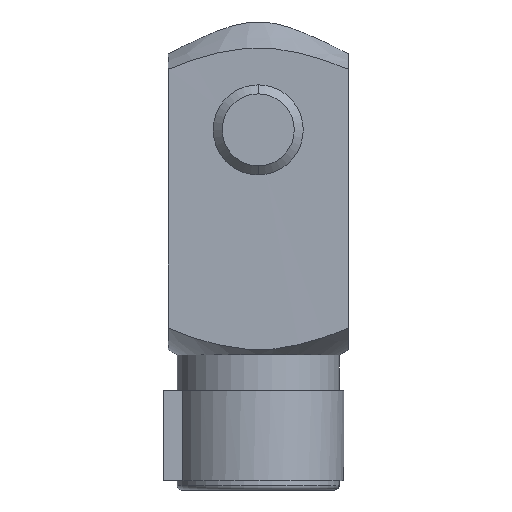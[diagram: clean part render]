
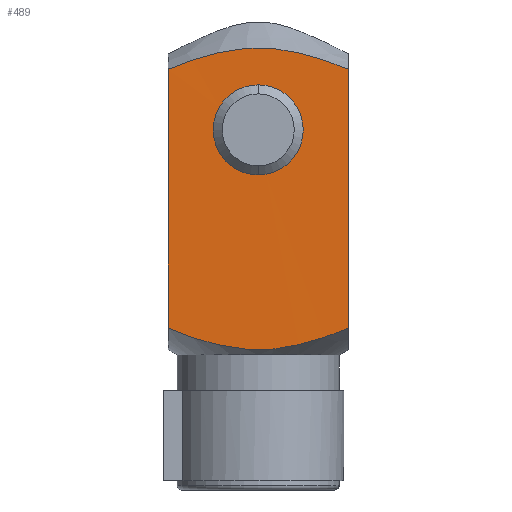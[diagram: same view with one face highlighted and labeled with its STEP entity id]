
A CAD part, left-side view. The second image highlights one B-rep face of the part: STEP entity #489.
In plain terms, the highlighted planar face has unit normal (-1, 0, 0).
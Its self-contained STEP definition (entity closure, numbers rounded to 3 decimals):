
#28=FACE_BOUND('',#148,.F.);
#35=PLANE('',#1088);
#92=FACE_OUTER_BOUND('',#149,.F.);
#148=EDGE_LOOP('',(#247,#248));
#149=EDGE_LOOP('',(#249,#250,#251,#252));
#247=ORIENTED_EDGE('',*,*,#823,.T.);
#248=ORIENTED_EDGE('',*,*,#822,.T.);
#249=ORIENTED_EDGE('',*,*,#795,.F.);
#250=ORIENTED_EDGE('',*,*,#809,.T.);
#251=ORIENTED_EDGE('',*,*,#820,.F.);
#252=ORIENTED_EDGE('',*,*,#817,.F.);
#489=ADVANCED_FACE('',(#28,#92),#35,.T.);
#564=B_SPLINE_CURVE_WITH_KNOTS('',2,(#1579,#1580,#1581,#1582,#1583,#1584,
#1585,#1586,#1587,#1588,#1589,#1590),.UNSPECIFIED.,.F.,.F.,(3,1,1,1,1,1,
1,1,1,1,3),(0.,0.083,0.166,0.277,0.389,
0.5,0.611,0.723,0.834,0.917,
1.),.UNSPECIFIED.);
#567=B_SPLINE_CURVE_WITH_KNOTS('',2,(#1610,#1611,#1612,#1613,#1614,#1615,
#1616,#1617,#1618,#1619,#1620,#1621),.UNSPECIFIED.,.F.,.F.,(3,1,1,1,1,1,
1,1,1,1,3),(0.,0.083,0.167,0.278,0.389,
0.5,0.611,0.722,0.833,0.917,
1.),.UNSPECIFIED.);
#586=CIRCLE('',#1069,5.);
#587=CIRCLE('',#1070,5.);
#619=LINE('',#1550,#703);
#622=LINE('',#1643,#706);
#703=VECTOR('',#1170,28.753);
#706=VECTOR('',#1201,28.753);
#795=EDGE_CURVE('',#946,#945,#619,.T.);
#809=EDGE_CURVE('',#946,#934,#564,.T.);
#817=EDGE_CURVE('',#945,#927,#567,.T.);
#820=EDGE_CURVE('',#927,#934,#622,.T.);
#822=EDGE_CURVE('',#925,#924,#586,.T.);
#823=EDGE_CURVE('',#924,#925,#587,.T.);
#924=VERTEX_POINT('',#1453);
#925=VERTEX_POINT('',#1454);
#927=VERTEX_POINT('',#1456);
#934=VERTEX_POINT('',#1463);
#945=VERTEX_POINT('',#1474);
#946=VERTEX_POINT('',#1475);
#1069=AXIS2_PLACEMENT_3D('',#1645,#1203,#1204);
#1070=AXIS2_PLACEMENT_3D('',#1646,#1205,#1206);
#1088=AXIS2_PLACEMENT_3D('',#1676,#1253,#1254);
#1170=DIRECTION('',(0.,0.,1.));
#1201=DIRECTION('',(0.,0.,-1.));
#1203=DIRECTION('',(-1.,0.,0.));
#1204=DIRECTION('',(0.,1.,0.));
#1205=DIRECTION('',(-1.,0.,0.));
#1206=DIRECTION('',(0.,-1.,0.));
#1253=DIRECTION('',(-1.,0.,0.));
#1254=DIRECTION('',(0.,-1.,0.));
#1453=CARTESIAN_POINT('',(-10.,-5.,29.));
#1454=CARTESIAN_POINT('',(-10.,5.,29.));
#1456=CARTESIAN_POINT('',(-10.,10.,35.722));
#1463=CARTESIAN_POINT('',(-10.,10.,6.969));
#1474=CARTESIAN_POINT('',(-10.,-10.,35.722));
#1475=CARTESIAN_POINT('',(-10.,-10.,6.969));
#1550=CARTESIAN_POINT('',(-10.,-10.,6.969));
#1579=CARTESIAN_POINT('',(-10.,-10.,6.969));
#1580=CARTESIAN_POINT('',(-9.983,-9.208,6.63));
#1581=CARTESIAN_POINT('',(-9.985,-7.595,6.03));
#1582=CARTESIAN_POINT('',(-10.006,-5.678,5.426));
#1583=CARTESIAN_POINT('',(-9.999,-3.441,4.877));
#1584=CARTESIAN_POINT('',(-10.001,-1.153,4.579));
#1585=CARTESIAN_POINT('',(-10.001,1.153,4.579));
#1586=CARTESIAN_POINT('',(-9.999,3.441,4.877));
#1587=CARTESIAN_POINT('',(-10.006,5.678,5.426));
#1588=CARTESIAN_POINT('',(-9.985,7.595,6.03));
#1589=CARTESIAN_POINT('',(-9.983,9.208,6.63));
#1590=CARTESIAN_POINT('',(-10.,10.,6.969));
#1610=CARTESIAN_POINT('',(-10.,-10.,35.722));
#1611=CARTESIAN_POINT('',(-9.983,-9.206,36.062));
#1612=CARTESIAN_POINT('',(-9.985,-7.59,36.662));
#1613=CARTESIAN_POINT('',(-10.006,-5.671,37.267));
#1614=CARTESIAN_POINT('',(-9.999,-3.436,37.815));
#1615=CARTESIAN_POINT('',(-10.001,-1.151,38.112));
#1616=CARTESIAN_POINT('',(-10.001,1.151,38.112));
#1617=CARTESIAN_POINT('',(-9.999,3.436,37.815));
#1618=CARTESIAN_POINT('',(-10.006,5.671,37.267));
#1619=CARTESIAN_POINT('',(-9.985,7.59,36.662));
#1620=CARTESIAN_POINT('',(-9.983,9.206,36.062));
#1621=CARTESIAN_POINT('',(-10.,10.,35.722));
#1643=CARTESIAN_POINT('',(-10.,10.,35.722));
#1645=CARTESIAN_POINT('',(-10.,0.,29.));
#1646=CARTESIAN_POINT('',(-10.,0.,29.));
#1676=CARTESIAN_POINT('',(-10.,11.677,2.901));
